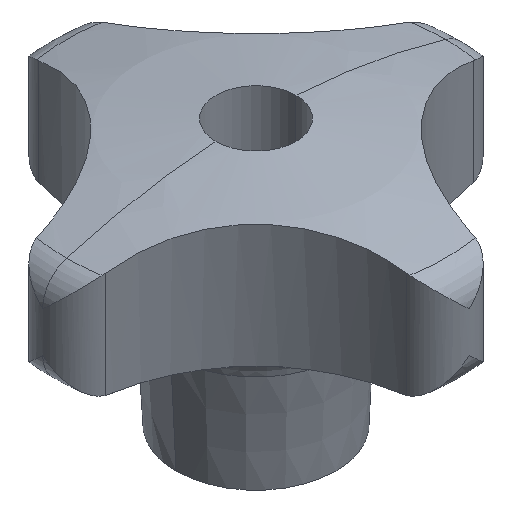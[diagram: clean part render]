
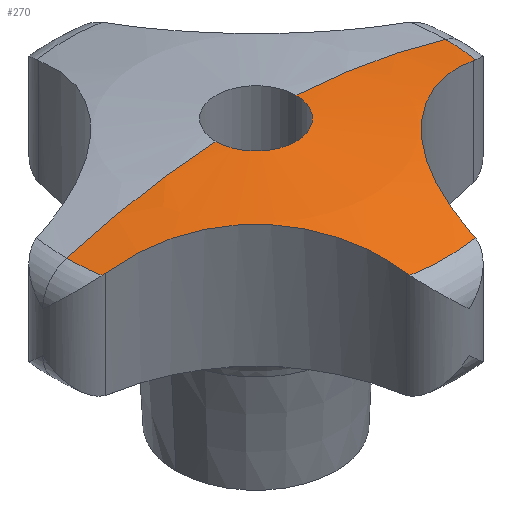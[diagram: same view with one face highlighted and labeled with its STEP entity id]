
A CAD part, isometric view. The second image highlights one B-rep face of the part: STEP entity #270.
In plain terms, the highlighted spherical face has radius 50 mm.
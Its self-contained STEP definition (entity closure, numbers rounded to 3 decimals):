
#226=VERTEX_POINT('',#624);
#234=EDGE_CURVE('',#306,#242,#632,.T.);
#240=VERTEX_POINT('',#638);
#242=VERTEX_POINT('',#640);
#248=VERTEX_POINT('',#646);
#262=EDGE_CURVE('',#432,#248,#662,.T.);
#270=ADVANCED_FACE('',(#671),#672,.T.);
#284=EDGE_CURVE('',#420,#436,#687,.T.);
#302=EDGE_CURVE('',#240,#306,#711,.T.);
#306=VERTEX_POINT('',#715);
#316=EDGE_CURVE('',#436,#342,#725,.T.);
#332=EDGE_CURVE('',#226,#420,#741,.T.);
#342=VERTEX_POINT('',#752);
#412=EDGE_CURVE('',#240,#566,#830,.T.);
#420=VERTEX_POINT('',#838);
#432=VERTEX_POINT('',#851);
#434=EDGE_CURVE('',#242,#226,#853,.T.);
#436=VERTEX_POINT('',#855);
#514=VERTEX_POINT('',#937);
#536=EDGE_CURVE('',#514,#248,#961,.T.);
#540=EDGE_CURVE('',#342,#542,#966,.T.);
#542=VERTEX_POINT('',#968);
#548=EDGE_CURVE('',#432,#566,#974,.T.);
#550=EDGE_CURVE('',#542,#514,#976,.T.);
#566=VERTEX_POINT('',#993);
#624=CARTESIAN_POINT('',(-2.481,-13.804,17.993));
#632=B_SPLINE_CURVE_WITH_KNOTS('',3,(#1070,#1071,#1072,#1073),.UNSPECIFIED.,.F.,.F.,(4,4),(6.877,7.069),.UNSPECIFIED.);
#638=CARTESIAN_POINT('',(-14.211,0.,17.938));
#640=CARTESIAN_POINT('',(-13.804,-2.481,17.993));
#646=CARTESIAN_POINT('',(14.211,0.,17.938));
#662=CIRCLE('',#1118,50.);
#671=FACE_OUTER_BOUND('',#1139,.T.);
#672=SPHERICAL_SURFACE('',#1140,50.);
#687=CIRCLE('',#1163,14.211);
#711=CIRCLE('',#1191,14.211);
#715=CARTESIAN_POINT('',(-13.998,-2.45,17.938));
#725=B_SPLINE_CURVE_WITH_KNOTS('',3,(#1208,#1209,#1210,#1211),.UNSPECIFIED.,.F.,.F.,(4,4),(6.877,7.07),.UNSPECIFIED.);
#741=B_SPLINE_CURVE_WITH_KNOTS('',3,(#1252,#1253,#1254,#1255),.UNSPECIFIED.,.F.,.F.,(4,4),(0.0,0.201),.UNSPECIFIED.);
#752=CARTESIAN_POINT('',(2.481,-13.804,17.993));
#830=CIRCLE('',#1467,50.);
#838=CARTESIAN_POINT('',(-2.45,-13.998,17.938));
#851=CARTESIAN_POINT('',(3.0,0.,19.91));
#853=B_SPLINE_CURVE_WITH_KNOTS('',3,(#1545,#1546,#1547,#1548,#1549,#1550,#1551,#1552,#1553,#1554,#1555,#1556,#1557,#1558,#1559,#1560,#1561,#1562),.UNSPECIFIED.,.F.,.F.,(4,2,2,2,2,2,2,2,4),(21.077,23.335,25.594,27.852,30.111,32.394,34.678,36.961,37.791),.UNSPECIFIED.);
#855=CARTESIAN_POINT('',(2.45,-13.998,17.938));
#937=CARTESIAN_POINT('',(13.998,-2.45,17.938));
#961=CIRCLE('',#1786,14.211);
#966=B_SPLINE_CURVE_WITH_KNOTS('',3,(#1792,#1793,#1794,#1795,#1796,#1797,#1798,#1799,#1800,#1801,#1802,#1803,#1804,#1805,#1806,#1807,#1808,#1809),.UNSPECIFIED.,.F.,.F.,(4,2,2,2,2,2,2,2,4),(21.077,23.335,25.594,27.852,30.111,32.394,34.678,36.961,37.791),.UNSPECIFIED.);
#968=CARTESIAN_POINT('',(13.804,-2.481,17.993));
#974=CIRCLE('',#1819,3.0);
#976=B_SPLINE_CURVE_WITH_KNOTS('',3,(#1822,#1823,#1824,#1825),.UNSPECIFIED.,.F.,.F.,(4,4),(0.0,0.201),.UNSPECIFIED.);
#993=CARTESIAN_POINT('',(-3.0,0.,19.91));
#1070=CARTESIAN_POINT('',(-13.998,-2.45,17.938));
#1071=CARTESIAN_POINT('',(-13.933,-2.463,17.956));
#1072=CARTESIAN_POINT('',(-13.869,-2.474,17.974));
#1073=CARTESIAN_POINT('',(-13.804,-2.481,17.993));
#1118=AXIS2_PLACEMENT_3D('',#1976,#1977,#1978);
#1139=EDGE_LOOP('',(#1987,#1988,#1989,#1990,#1991,#1992,#1993,#1994,#1995,#1996,#1997,#1998));
#1140=AXIS2_PLACEMENT_3D('',#1999,#2000,#2001);
#1163=AXIS2_PLACEMENT_3D('',#2014,#2015,#2016);
#1191=AXIS2_PLACEMENT_3D('',#2067,#2068,#2069);
#1208=CARTESIAN_POINT('',(2.45,-13.998,17.938));
#1209=CARTESIAN_POINT('',(2.463,-13.933,17.956));
#1210=CARTESIAN_POINT('',(2.474,-13.869,17.974));
#1211=CARTESIAN_POINT('',(2.481,-13.804,17.993));
#1252=CARTESIAN_POINT('',(-2.481,-13.804,17.993));
#1253=CARTESIAN_POINT('',(-2.474,-13.868,17.975));
#1254=CARTESIAN_POINT('',(-2.463,-13.933,17.956));
#1255=CARTESIAN_POINT('',(-2.45,-13.998,17.938));
#1467=AXIS2_PLACEMENT_3D('',#2193,#2194,#2195);
#1545=CARTESIAN_POINT('',(-13.804,-2.481,17.993));
#1546=CARTESIAN_POINT('',(-13.084,-2.57,18.195));
#1547=CARTESIAN_POINT('',(-12.339,-2.723,18.383));
#1548=CARTESIAN_POINT('',(-10.858,-3.174,18.71));
#1549=CARTESIAN_POINT('',(-10.122,-3.471,18.848));
#1550=CARTESIAN_POINT('',(-8.712,-4.2,19.062));
#1551=CARTESIAN_POINT('',(-8.037,-4.632,19.138));
#1552=CARTESIAN_POINT('',(-6.792,-5.598,19.226));
#1553=CARTESIAN_POINT('',(-6.222,-6.132,19.237));
#1554=CARTESIAN_POINT('',(-5.21,-7.258,19.201));
#1555=CARTESIAN_POINT('',(-4.735,-7.887,19.153));
#1556=CARTESIAN_POINT('',(-3.902,-9.239,18.99));
#1557=CARTESIAN_POINT('',(-3.544,-9.96,18.876));
#1558=CARTESIAN_POINT('',(-2.97,-11.447,18.588));
#1559=CARTESIAN_POINT('',(-2.754,-12.214,18.414));
#1560=CARTESIAN_POINT('',(-2.558,-13.253,18.145));
#1561=CARTESIAN_POINT('',(-2.515,-13.53,18.07));
#1562=CARTESIAN_POINT('',(-2.481,-13.804,17.993));
#1786=AXIS2_PLACEMENT_3D('',#2313,#2314,#2315);
#1792=CARTESIAN_POINT('',(2.481,-13.804,17.993));
#1793=CARTESIAN_POINT('',(2.57,-13.084,18.195));
#1794=CARTESIAN_POINT('',(2.723,-12.339,18.383));
#1795=CARTESIAN_POINT('',(3.174,-10.858,18.71));
#1796=CARTESIAN_POINT('',(3.471,-10.122,18.848));
#1797=CARTESIAN_POINT('',(4.2,-8.712,19.062));
#1798=CARTESIAN_POINT('',(4.632,-8.037,19.138));
#1799=CARTESIAN_POINT('',(5.598,-6.792,19.226));
#1800=CARTESIAN_POINT('',(6.132,-6.222,19.237));
#1801=CARTESIAN_POINT('',(7.258,-5.21,19.201));
#1802=CARTESIAN_POINT('',(7.887,-4.735,19.153));
#1803=CARTESIAN_POINT('',(9.239,-3.902,18.99));
#1804=CARTESIAN_POINT('',(9.96,-3.544,18.876));
#1805=CARTESIAN_POINT('',(11.447,-2.97,18.588));
#1806=CARTESIAN_POINT('',(12.214,-2.754,18.414));
#1807=CARTESIAN_POINT('',(13.253,-2.558,18.145));
#1808=CARTESIAN_POINT('',(13.53,-2.515,18.07));
#1809=CARTESIAN_POINT('',(13.804,-2.481,17.993));
#1819=AXIS2_PLACEMENT_3D('',#2327,#2328,#2329);
#1822=CARTESIAN_POINT('',(13.804,-2.481,17.993));
#1823=CARTESIAN_POINT('',(13.868,-2.474,17.975));
#1824=CARTESIAN_POINT('',(13.933,-2.463,17.956));
#1825=CARTESIAN_POINT('',(13.998,-2.45,17.938));
#1976=CARTESIAN_POINT('',(0.,0.,-30.0));
#1977=DIRECTION('',(0.,1.0,0.));
#1978=DIRECTION('',(0.0,0.,-1.0));
#1987=ORIENTED_EDGE('',*,*,#262,.F.);
#1988=ORIENTED_EDGE('',*,*,#548,.T.);
#1989=ORIENTED_EDGE('',*,*,#412,.F.);
#1990=ORIENTED_EDGE('',*,*,#302,.T.);
#1991=ORIENTED_EDGE('',*,*,#234,.T.);
#1992=ORIENTED_EDGE('',*,*,#434,.T.);
#1993=ORIENTED_EDGE('',*,*,#332,.T.);
#1994=ORIENTED_EDGE('',*,*,#284,.T.);
#1995=ORIENTED_EDGE('',*,*,#316,.T.);
#1996=ORIENTED_EDGE('',*,*,#540,.T.);
#1997=ORIENTED_EDGE('',*,*,#550,.T.);
#1998=ORIENTED_EDGE('',*,*,#536,.T.);
#1999=CARTESIAN_POINT('',(0.,0.,-30.0));
#2000=DIRECTION('',(0.,0.,1.0));
#2001=DIRECTION('',(-1.0,0.,0.0));
#2014=CARTESIAN_POINT('',(0.,0.,17.938));
#2015=DIRECTION('',(0.,0.,1.0));
#2016=DIRECTION('',(1.0,0.,0.));
#2067=CARTESIAN_POINT('',(0.,0.,17.938));
#2068=DIRECTION('',(0.,0.,1.0));
#2069=DIRECTION('',(1.0,0.,0.));
#2193=CARTESIAN_POINT('',(0.,0.,-30.0));
#2194=DIRECTION('',(0.,1.0,0.));
#2195=DIRECTION('',(0.0,0.,-1.0));
#2313=CARTESIAN_POINT('',(0.,0.,17.938));
#2314=DIRECTION('',(0.,0.,1.0));
#2315=DIRECTION('',(1.0,0.,0.));
#2327=CARTESIAN_POINT('',(0.0,0.,19.91));
#2328=DIRECTION('',(0.0,0.,-1.0));
#2329=DIRECTION('',(1.0,0.,0.));
